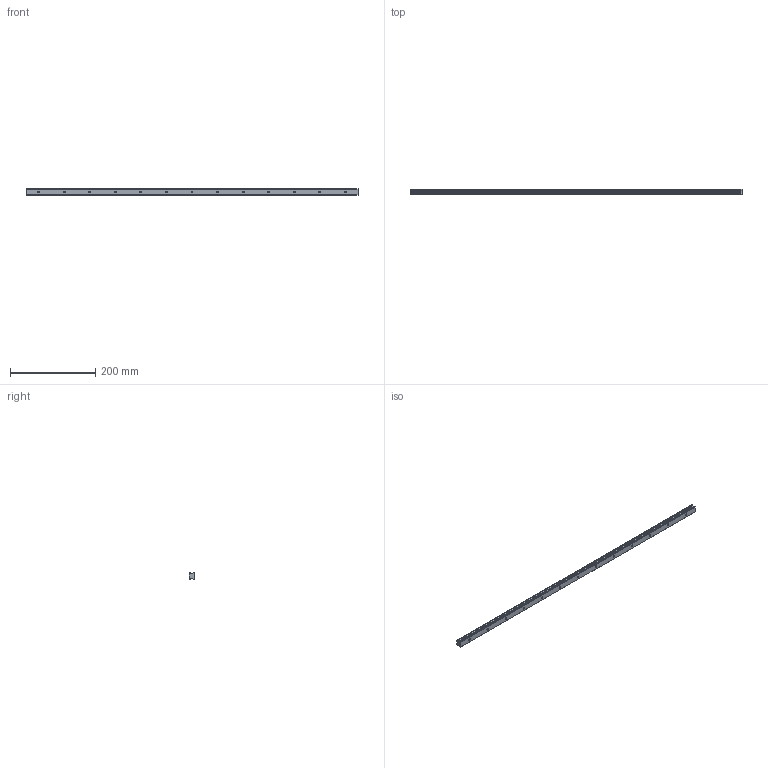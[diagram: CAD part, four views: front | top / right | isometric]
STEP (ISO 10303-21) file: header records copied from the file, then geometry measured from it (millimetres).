
FILE_DESCRIPTION (( 'STEP AP214' ), '1' );
FILE_NAME ('SHS15 780L G30.STEP', '2021-05-25T10:39:36', ( '' ), ( '' ), 'SwSTEP 2.0', 'SolidWorks 2021', '' );
FILE_SCHEMA (( 'AUTOMOTIVE_DESIGN' ));
Length unit declared in the file: millimetre
Products named in the file (2): _SHS15C78030 Track; SHS15 780L G30
Assembly tree (1 placements, depth 2):
  SHS15 780L G30
    _SHS15C78030 Track
Bounding box: 780 x 13 x 15 mm (x, y, z)
Volume: 126142.2 mm3; surface area: 47105 mm2
Topology: 1 solids, 1 shells, 110 faces, 285 edges, 190 vertices
Faces by surface type: cylinder 75, plane 35
Entity records: 3557 total; most frequent: DIRECTION 663, CARTESIAN_POINT 589, ORIENTED_EDGE 570, EDGE_CURVE 285, AXIS2_PLACEMENT_3D 264, VERTEX_POINT 190, CIRCLE 150, EDGE_LOOP 149
